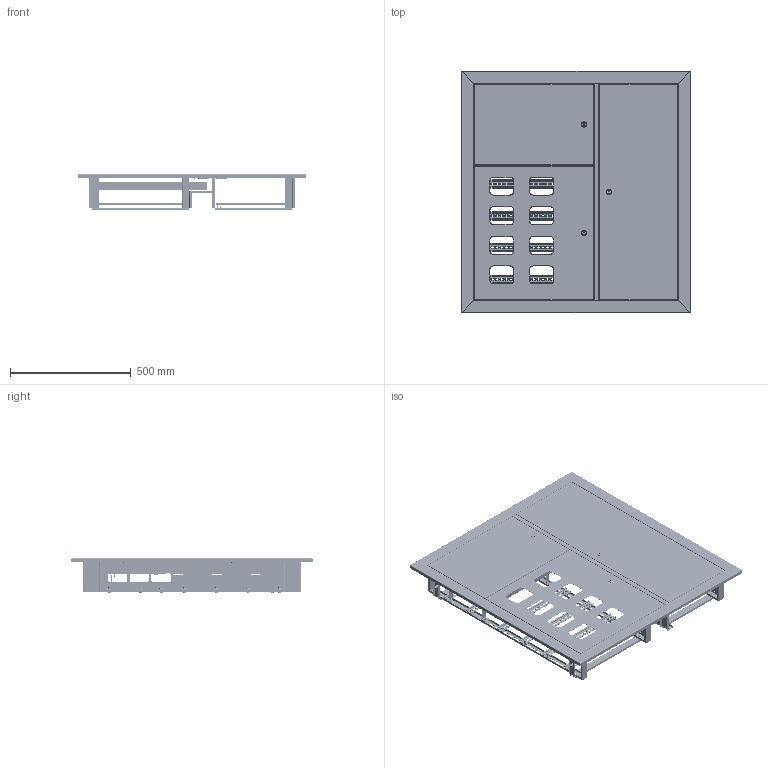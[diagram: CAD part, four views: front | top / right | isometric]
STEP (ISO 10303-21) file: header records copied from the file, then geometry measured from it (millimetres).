
FILE_DESCRIPTION (( 'STEP AP203' ), '1' );
FILE_NAME ('ÙÝ 8 êâ. (1000õ950õ150) IP31 EKF Basic.STEP', '2023-09-11T11:22:38', ( '' ), ( '' ), 'SwSTEP 2.0', 'SolidWorks 2021', '' );
FILE_SCHEMA (( 'CONFIG_CONTROL_DESIGN' ));
Length unit declared in the file: millimetre
Products named in the file (36): ÙÝ 8 êâ. (1000õ950õ150) IP31 EKF Basic; ﾌﾈ-2414.01.00.007 ﾊ煇鳫; 昈-2414.01.00.003 栺樇罻; ÌÈ-2414.00.00.002 Ïðîñòàâêà; Çàêëåïêà ãàå÷íàÿ Ì8; DIN-ðåéêà2_L=420 (!); hex flange nut_din1_Hexagon Flange Nut DIN 6923 - M6 - N; ﾌﾈ-2414.02.00.001 ﾄ粢 珮ⅳⅸ浯; ÌÈ-2414.01.00.002 Ñòåíêà áîêîâàÿ; 昈-2414.01.00.000 扻豵鵨 捘; Çàìîê ïî÷òîâûé; ÌÈ-2414.04.00.001 Äâåðü ñèëîâàÿ; Çàêëåïêà ãàå÷íàÿ Ì6 UNI 9203; ﾌﾈ-2414.03.00.001 ﾄ粢 褪濱8 ｪ｢. 決-2414.03.00.001-06 ┐･瑟 肅･笄; ÌÈ-2414.01.00.008 Äåðæàòåëü äâåðè; ÌÈ-2414.01.00.004 Øâåëëåð; hex flange nut_din_Hexagon Flange Nut DIN 6923 - M6 - N; cross ph tapping 968_din1_Screw DIN 968-ST4.2x13-C-H-N; 昈-2414.01.01.001 盷謥蜦豂儆趌-01; ÌÈ-2414.01.00.006 Óñèëèòåëü êàáåëüíûé  ; DIN-謥濋趌L=420 (!); ��-2414.03.00.000 ����� ����� ��_8 ��. ��-2414.03.00.000-06 ����� ��� ��; ÌÈ-2414.01.01.000 Ïåðåãîðîäêà ÑÁ_-01; 倘-2414.07.00.001 脏朦囗咫黖8. 寛-2414.00.00.001-06; ÌÈ-2414.01.00.001 Ñòåíêà áîêîâàÿ; 昈-2414.01.00.003-01 栺樇罻; 2_DIN EN ISO 7045 - M6 x 20 - Z - 20N; pan head cross recess screw_din1_ISO 7045 - M4 x 16 - Z --- 16N; ÌÈ-2414.05.00.003 Êðîíøòåéí ïîä äèí-ðåéêó; Êðîíøòåéí 40õ40; ﾌﾈ-2414.02.00.000 ﾄ粢 珮ⅳⅸ浯 ﾑﾁ; Ïëàñòèíà 100õ35; pan head cross recess screw_din1_DIN EN ISO 7045 - M6 x 20 - Z - 20N; ÌÈ-2414.04.00.000 Äâåðü ñèëîâàÿ ÑÁ; Øïèëüêà Ì6õ12; Çàêëåïêà ãàå÷íàÿ Ì4
Assembly tree (123 placements, depth 4):
  ÙÝ 8 êâ. (1000õ950õ150) IP31 EKF Basic
    昈-2414.01.00.000 扻豵鵨 捘
      ÌÈ-2414.01.00.002 Ñòåíêà áîêîâàÿ
      ÌÈ-2414.01.00.001 Ñòåíêà áîêîâàÿ
      昈-2414.01.00.003 栺樇罻
      ÌÈ-2414.01.00.004 Øâåëëåð
      ÌÈ-2414.01.01.000 Ïåðåãîðîäêà ÑÁ_-01
        昈-2414.01.01.001 盷謥蜦豂儆趌-01
        Êðîíøòåéí 40õ40  x3
      昈-2414.01.00.003-01 栺樇罻
      Ïëàñòèíà 100õ35  x4
      ÌÈ-2414.01.00.008 Äåðæàòåëü äâåðè
      ÌÈ-2414.01.00.006 Óñèëèòåëü êàáåëüíûé    x2
      Çàêëåïêà ãàå÷íàÿ Ì8  x4
      Øïèëüêà Ì6õ12  x3
      ﾌﾈ-2414.01.00.007 ﾊ煇鳫  x3
      Çàêëåïêà ãàå÷íàÿ Ì6 UNI 9203  x4
    ﾌﾈ-2414.02.00.000 ﾄ粢 珮ⅳⅸ浯 ﾑﾁ
      ﾌﾈ-2414.02.00.001 ﾄ粢 珮ⅳⅸ浯
      Çàêëåïêà ãàå÷íàÿ Ì4  x2
      Çàìîê ïî÷òîâûé
      Øïèëüêà Ì6õ12
    ÌÈ-2414.04.00.000 Äâåðü ñèëîâàÿ ÑÁ
      Çàêëåïêà ãàå÷íàÿ Ì4  x2
      ÌÈ-2414.04.00.001 Äâåðü ñèëîâàÿ
      Çàìîê ïî÷òîâûé
      Øïèëüêà Ì6õ12
    ��-2414.03.00.000 ����� ����� ��_8 ��. ��-2414.03.00.000-06 ����� ��� ��
      ﾌﾈ-2414.03.00.001 ﾄ粢 褪濱8 ｪ｢. 決-2414.03.00.001-06 ┐･瑟 肅･笄
      Çàìîê ïî÷òîâûé
      Çàêëåïêà ãàå÷íàÿ Ì4
      Øïèëüêà Ì6õ12
    pan head cross recess screw_din1_ISO 7045 - M4 x 16 - Z --- 16N  x4
    cross ph tapping 968_din1_Screw DIN 968-ST4.2x13-C-H-N
    DIN-ðåéêà2_L=420 (!)  x2
    pan head cross recess screw_din1_DIN EN ISO 7045 - M6 x 20 - Z - 20N  x4
    hex flange nut_din1_Hexagon Flange Nut DIN 6923 - M6 - N  x5
    倘-2414.07.00.001 脏朦囗咫黖8. 寛-2414.00.00.001-06
    hex flange nut_din_Hexagon Flange Nut DIN 6923 - M6 - N  x15
    ÌÈ-2414.00.00.002 Ïðîñòàâêà  x18
    DIN-謥濋趌L=420 (!)  x6
    2_DIN EN ISO 7045 - M6 x 20 - Z - 20N  x14
    ÌÈ-2414.05.00.003 Êðîíøòåéí ïîä äèí-ðåéêó  x4
Bounding box: 950 x 1000 x 153 mm (x, y, z)
Volume: 1623972.8 mm3; surface area: 3858638.5 mm2
Topology: 118 solids, 118 shells, 5165 faces, 12348 edges, 7453 vertices
Faces by surface type: plane 2728, cylinder 1482, cone 508, bspline 217, torus 184, sphere 46
Entity records: 60698 total; most frequent: CARTESIAN_POINT 13180, DIRECTION 8685, ORIENTED_EDGE 8390, EDGE_CURVE 4195, AXIS2_PLACEMENT_3D 2997, VECTOR 2691, LINE 2691, VERTEX_POINT 2546
